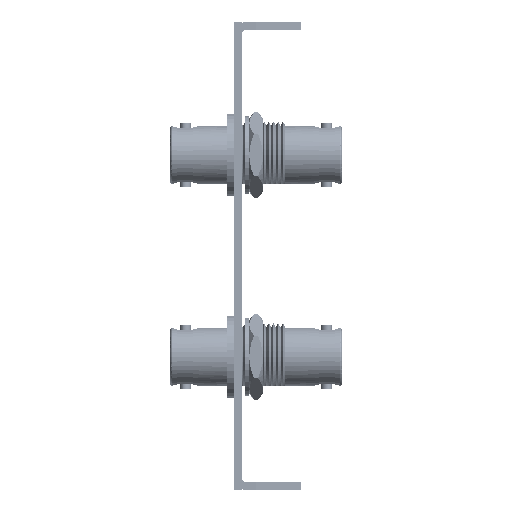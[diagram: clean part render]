
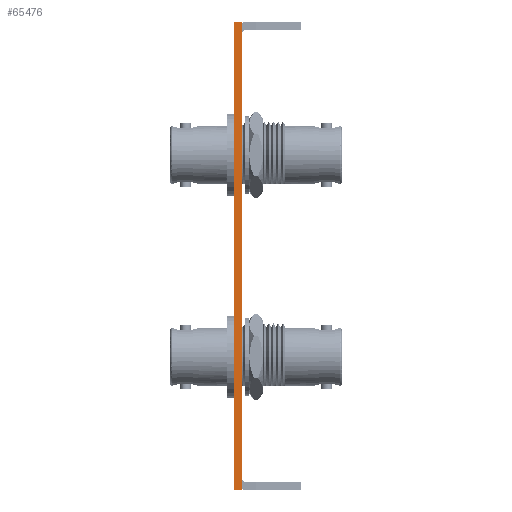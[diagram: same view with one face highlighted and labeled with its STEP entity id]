
A CAD part, left-side view. The second image highlights one B-rep face of the part: STEP entity #65476.
In plain terms, the highlighted planar face has unit normal (-1, 0, 0).
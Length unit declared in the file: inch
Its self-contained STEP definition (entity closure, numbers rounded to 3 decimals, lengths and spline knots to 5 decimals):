
#99 = CARTESIAN_POINT ( 'NONE',  ( -9.5, 0., -1.74 ) ) ;
#3061 = LINE ( 'NONE', #32959, #17815 ) ;
#6369 = DIRECTION ( 'NONE',  ( -1., 0., 0. ) ) ;
#6474 = CARTESIAN_POINT ( 'NONE',  ( -9.5, 0.06, -1.74 ) ) ;
#8501 = DIRECTION ( 'NONE',  ( 0., 0., 1. ) ) ;
#10688 = LINE ( 'NONE', #18578, #40408 ) ;
#14406 = ORIENTED_EDGE ( 'NONE', *, *, #61933, .T. ) ;
#16913 = EDGE_CURVE ( 'NONE', #42385, #62406, #31904, .T. ) ;
#17815 = VECTOR ( 'NONE', #59497, 39.37008 ) ;
#18578 = CARTESIAN_POINT ( 'NONE',  ( -9.5, -38.63213, -1.74 ) ) ;
#21157 = CARTESIAN_POINT ( 'NONE',  ( -9.5, -38.63213, 1.74 ) ) ;
#21909 = EDGE_CURVE ( 'NONE', #42385, #44623, #10688, .T. ) ;
#22513 = ORIENTED_EDGE ( 'NONE', *, *, #55972, .F. ) ;
#24239 = DIRECTION ( 'NONE',  ( 0., 1., 0. ) ) ;
#31621 = LINE ( 'NONE', #21157, #46473 ) ;
#31904 = LINE ( 'NONE', #41961, #61480 ) ;
#32959 = CARTESIAN_POINT ( 'NONE',  ( -9.5, 0.06, 1.74 ) ) ;
#33705 = ORIENTED_EDGE ( 'NONE', *, *, #21909, .F. ) ;
#39828 = CARTESIAN_POINT ( 'NONE',  ( -9.5, -38.63213, 1.74 ) ) ;
#40027 = VERTEX_POINT ( 'NONE', #58892 ) ;
#40408 = VECTOR ( 'NONE', #24239, 39.37008 ) ;
#41961 = CARTESIAN_POINT ( 'NONE',  ( -9.5, 0., 1.74 ) ) ;
#42385 = VERTEX_POINT ( 'NONE', #99 ) ;
#44623 = VERTEX_POINT ( 'NONE', #6474 ) ;
#45443 = DIRECTION ( 'NONE',  ( 0., 0., 1. ) ) ;
#46473 = VECTOR ( 'NONE', #71641, 39.37008 ) ;
#47125 = FACE_OUTER_BOUND ( 'NONE', #58278, .T. ) ;
#55972 = EDGE_CURVE ( 'Edge2', #44623, #40027, #3061, .T. ) ;
#58278 = EDGE_LOOP ( 'NONE', ( #22513, #33705, #61220, #14406 ) ) ;
#58892 = CARTESIAN_POINT ( 'NONE',  ( -9.5, 0.06, 1.74 ) ) ;
#59497 = DIRECTION ( 'NONE',  ( 0., 0., 1. ) ) ;
#60537 = CARTESIAN_POINT ( 'NONE',  ( -9.5, 0., 1.74 ) ) ;
#61220 = ORIENTED_EDGE ( 'NONE', *, *, #16913, .T. ) ;
#61480 = VECTOR ( 'NONE', #8501, 39.37008 ) ;
#61933 = EDGE_CURVE ( 'NONE', #62406, #40027, #31621, .T. ) ;
#62406 = VERTEX_POINT ( 'NONE', #60537 ) ;
#64443 = AXIS2_PLACEMENT_3D ( 'NONE', #39828, #6369, #45443 ) ;
#65476 = ADVANCED_FACE ( 'NONE', ( #47125 ), #67532, .T. ) ;
#67532 = PLANE ( 'NONE',  #64443 ) ;
#71641 = DIRECTION ( 'NONE',  ( 0., 1., 0. ) ) ;
